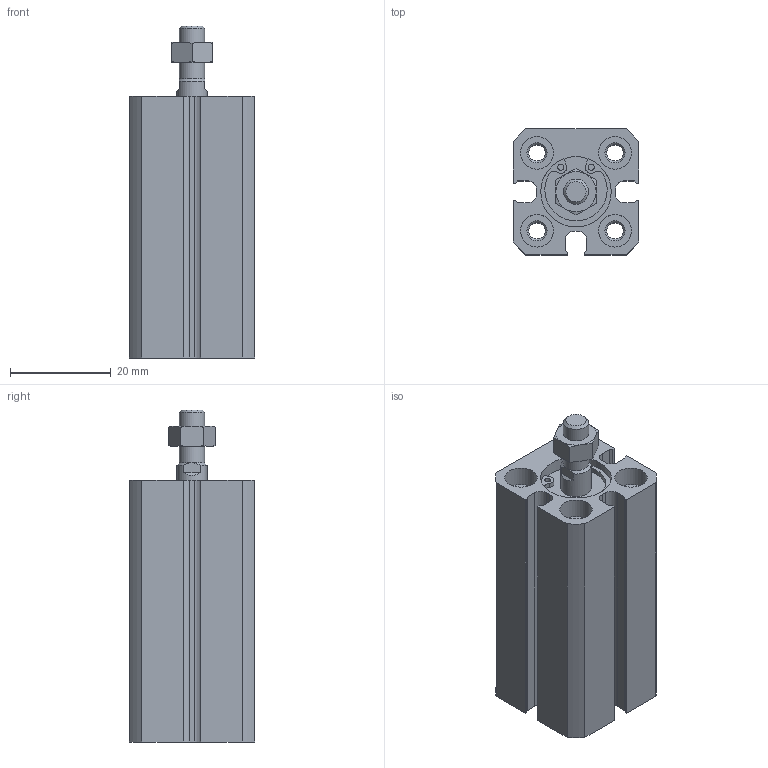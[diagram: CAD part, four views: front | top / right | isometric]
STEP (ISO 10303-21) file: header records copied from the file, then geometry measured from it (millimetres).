
FILE_DESCRIPTION( ( 'STEP AP203' ), '1' );
FILE_NAME( 'MCJQ-11-12-30M-0.stp', '2021-11-10T18:12:59', ( 'License CC BY-ND 4.0' ), ( 'CADENAS' ), ' ', 'PARTsolutions', ' ' );
FILE_SCHEMA( ( 'CONFIG_CONTROL_DESIGN' ) );
Length unit declared in the file: millimetre
Products named in the file (4): MCJQ-11-12-30M-0; _MCJQ-11-12-30M_(0_b); _MCJQ-11-12-30M0_(0_r); _MCJQ-12-M5 x 0.8_n
Assembly tree (3 placements, depth 2):
  MCJQ-11-12-30M-0
    _MCJQ-11-12-30M_(0_b)
    _MCJQ-11-12-30M0_(0_r)
    _MCJQ-12-M5 x 0.8_n
Bounding box: 25 x 25 x 66 mm (x, y, z)
Volume: 23763.1 mm3; surface area: 13692.6 mm2
Topology: 3 solids, 3 shells, 146 faces, 323 edges, 206 vertices
Faces by surface type: plane 70, cylinder 47, cone 29
Full cylindrical faces by diameter (mm): 1.2 x2, 3.242 x8, 3.5 x4, 4.134 x1, 4.459 x2, 5 x1, 6 x2, 6.5 x8, 10.9 x1, 12 x2, 14 x1
Entity records: 3959 total; most frequent: CARTESIAN_POINT 734, DIRECTION 666, ORIENTED_EDGE 540, AXIS2_PLACEMENT_3D 274, EDGE_CURVE 270, EDGE_LOOP 226, VERTEX_POINT 202, FACE_OUTER_BOUND 178
